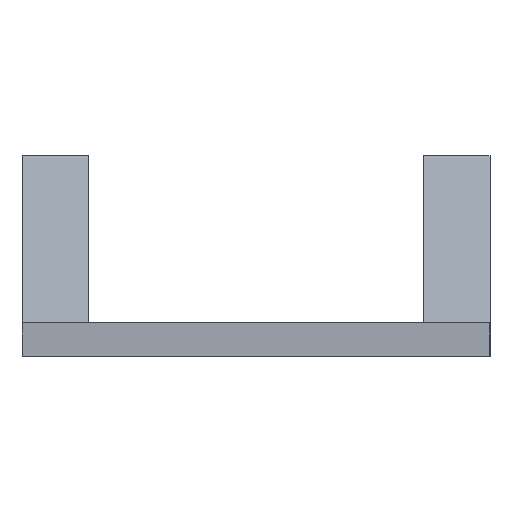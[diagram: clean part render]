
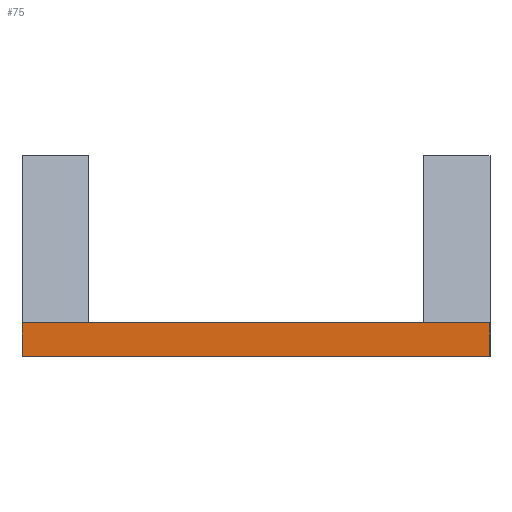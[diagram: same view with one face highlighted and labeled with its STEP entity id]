
A CAD part, left-side view. The second image highlights one B-rep face of the part: STEP entity #75.
In plain terms, the highlighted planar face has unit normal (-1, 0, 0).
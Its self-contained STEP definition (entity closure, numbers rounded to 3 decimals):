
#43 = ORIENTED_EDGE ( 'NONE', *, *, #522, .T. ) ;
#65 = CARTESIAN_POINT ( 'NONE',  ( -110., 35., 2.5 ) ) ;
#75 = ADVANCED_FACE ( 'NONE', ( #1453 ), #354, .F. ) ;
#77 = EDGE_CURVE ( 'NONE', #124, #1220, #621, .T. ) ;
#99 = DIRECTION ( 'NONE',  ( 0., -1., 0. ) ) ;
#124 = VERTEX_POINT ( 'NONE', #232 ) ;
#138 = CARTESIAN_POINT ( 'NONE',  ( -110., 35., -2.5 ) ) ;
#232 = CARTESIAN_POINT ( 'NONE',  ( -110., 35., 2.5 ) ) ;
#278 = CARTESIAN_POINT ( 'NONE',  ( -110., -35., -2.5 ) ) ;
#346 = CARTESIAN_POINT ( 'NONE',  ( -110., 0., 2.5 ) ) ;
#354 = PLANE ( 'NONE',  #1012 ) ;
#394 = EDGE_CURVE ( 'NONE', #124, #1168, #1538, .T. ) ;
#474 = VECTOR ( 'NONE', #1706, 1000. ) ;
#497 = CARTESIAN_POINT ( 'NONE',  ( -110., 0., 2.5 ) ) ;
#522 = EDGE_CURVE ( 'NONE', #1168, #1379, #1053, .T. ) ;
#532 = EDGE_CURVE ( 'NONE', #1220, #1379, #784, .T. ) ;
#610 = DIRECTION ( 'NONE',  ( 0., 1., 0. ) ) ;
#621 = LINE ( 'NONE', #497, #474 ) ;
#641 = EDGE_LOOP ( 'NONE', ( #43, #1413, #833, #1049 ) ) ;
#690 = VECTOR ( 'NONE', #99, 1000. ) ;
#750 = DIRECTION ( 'NONE',  ( 0., 0., -1. ) ) ;
#776 = DIRECTION ( 'NONE',  ( 0., 0., -1. ) ) ;
#784 = LINE ( 'NONE', #1330, #1684 ) ;
#833 = ORIENTED_EDGE ( 'NONE', *, *, #77, .F. ) ;
#1012 = AXIS2_PLACEMENT_3D ( 'NONE', #346, #1187, #610 ) ;
#1049 = ORIENTED_EDGE ( 'NONE', *, *, #394, .T. ) ;
#1053 = LINE ( 'NONE', #1451, #690 ) ;
#1168 = VERTEX_POINT ( 'NONE', #138 ) ;
#1187 = DIRECTION ( 'NONE',  ( 1., 0., 0. ) ) ;
#1194 = CARTESIAN_POINT ( 'NONE',  ( -110., -35., 2.5 ) ) ;
#1220 = VERTEX_POINT ( 'NONE', #1194 ) ;
#1266 = VECTOR ( 'NONE', #750, 1000. ) ;
#1330 = CARTESIAN_POINT ( 'NONE',  ( -110., -35., 2.5 ) ) ;
#1379 = VERTEX_POINT ( 'NONE', #278 ) ;
#1413 = ORIENTED_EDGE ( 'NONE', *, *, #532, .F. ) ;
#1451 = CARTESIAN_POINT ( 'NONE',  ( -110., 0., -2.5 ) ) ;
#1453 = FACE_OUTER_BOUND ( 'NONE', #641, .T. ) ;
#1538 = LINE ( 'NONE', #65, #1266 ) ;
#1684 = VECTOR ( 'NONE', #776, 1000. ) ;
#1706 = DIRECTION ( 'NONE',  ( 0., -1., 0. ) ) ;
